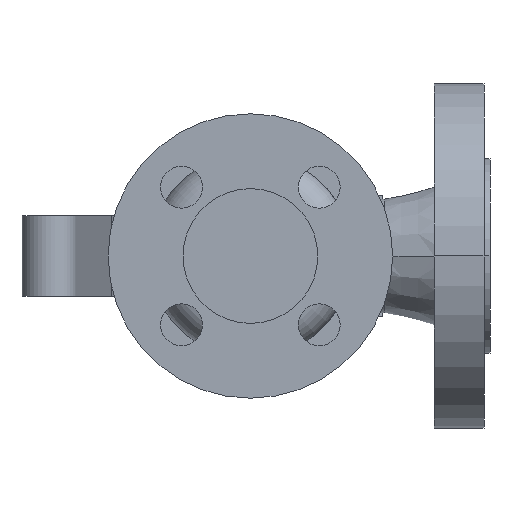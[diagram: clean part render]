
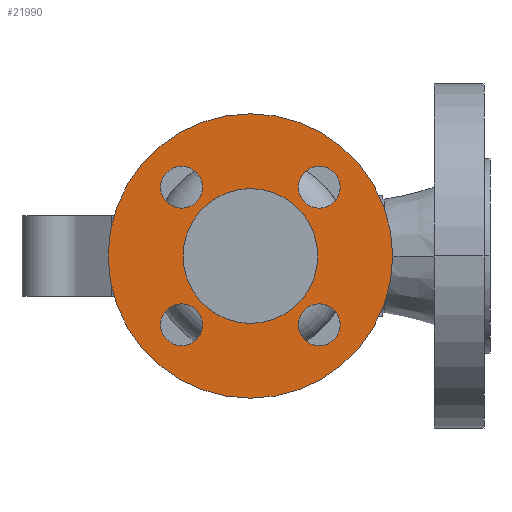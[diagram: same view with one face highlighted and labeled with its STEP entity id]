
A CAD part, front view. The second image highlights one B-rep face of the part: STEP entity #21990.
In plain terms, the highlighted planar face has unit normal (0, -1, 0).
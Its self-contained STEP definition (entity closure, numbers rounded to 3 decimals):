
#1870=CARTESIAN_POINT('',(-22.5,2.,0.));
#1880=VERTEX_POINT('',#1870);
#2040=CARTESIAN_POINT('',(22.5,2.,0.));
#2050=VERTEX_POINT('',#2040);
#2080=CARTESIAN_POINT('',(0.,2.,0.));
#2090=DIRECTION('',(0.,-1.,-0.));
#2100=DIRECTION('',(-1.,0.,0.));
#2110=AXIS2_PLACEMENT_3D('',#2080,#2090,#2100);
#2120=CIRCLE('',#2110,22.5);
#2130=EDGE_CURVE('',#1880,#2050,#2120,.T.);
#2270=CARTESIAN_POINT('',(47.5,2.,0.));
#2280=VERTEX_POINT('',#2270);
#2360=CARTESIAN_POINT('',(-47.5,2.,0.));
#2370=VERTEX_POINT('',#2360);
#2400=CARTESIAN_POINT('',(0.,2.,0.));
#2410=DIRECTION('',(0.,-1.,-0.));
#2420=DIRECTION('',(-1.,0.,0.));
#2430=AXIS2_PLACEMENT_3D('',#2400,#2410,#2420);
#2440=CIRCLE('',#2430,47.5);
#2450=EDGE_CURVE('',#2370,#2280,#2440,.T.);
#13120=CARTESIAN_POINT('',(-15.981,2.,-22.981));
#13130=VERTEX_POINT('',#13120);
#13160=CARTESIAN_POINT('',(-22.981,2.,-22.981));
#13170=DIRECTION('',(0.,1.,0.));
#13180=DIRECTION('',(-1.,0.,0.));
#13190=AXIS2_PLACEMENT_3D('',#13160,#13170,#13180);
#13200=CIRCLE('',#13190,7.);
#13210=CARTESIAN_POINT('',(-29.981,2.,-22.981));
#13220=VERTEX_POINT('',#13210);
#13230=EDGE_CURVE('',#13130,#13220,#13200,.T.);
#13440=CARTESIAN_POINT('',(-29.981,2.,22.981));
#13450=VERTEX_POINT('',#13440);
#13480=CARTESIAN_POINT('',(-22.981,2.,22.981));
#13490=DIRECTION('',(0.,1.,0.));
#13500=DIRECTION('',(-1.,0.,0.));
#13510=AXIS2_PLACEMENT_3D('',#13480,#13490,#13500);
#13520=CIRCLE('',#13510,7.);
#13530=CARTESIAN_POINT('',(-15.981,2.,22.981));
#13540=VERTEX_POINT('',#13530);
#13550=EDGE_CURVE('',#13450,#13540,#13520,.T.);
#13760=CARTESIAN_POINT('',(15.981,2.,22.981));
#13770=VERTEX_POINT('',#13760);
#13850=CARTESIAN_POINT('',(29.981,2.,22.981));
#13860=VERTEX_POINT('',#13850);
#13890=CARTESIAN_POINT('',(22.981,2.,22.981));
#13900=DIRECTION('',(0.,1.,0.));
#13910=DIRECTION('',(-1.,0.,0.));
#13920=AXIS2_PLACEMENT_3D('',#13890,#13900,#13910);
#13930=CIRCLE('',#13920,7.);
#13940=EDGE_CURVE('',#13860,#13770,#13930,.T.);
#14080=CARTESIAN_POINT('',(29.981,2.,-22.981));
#14090=VERTEX_POINT('',#14080);
#14120=CARTESIAN_POINT('',(22.981,2.,-22.981));
#14130=DIRECTION('',(0.,1.,0.));
#14140=DIRECTION('',(-1.,0.,0.));
#14150=AXIS2_PLACEMENT_3D('',#14120,#14130,#14140);
#14160=CIRCLE('',#14150,7.);
#14170=CARTESIAN_POINT('',(15.981,2.,-22.981));
#14180=VERTEX_POINT('',#14170);
#14190=EDGE_CURVE('',#14090,#14180,#14160,.T.);
#21640=CARTESIAN_POINT('',(-35.,2.,0.));
#21650=DIRECTION('',(0.,-1.,-0.));
#21660=DIRECTION('',(-1.,0.,0.));
#21670=AXIS2_PLACEMENT_3D('',#21640,#21650,#21660);
#21680=PLANE('',#21670);
#21690=ORIENTED_EDGE('',*,*,#14190,.T.);
#21700=EDGE_CURVE('',#14180,#14090,#14160,.T.);
#21710=ORIENTED_EDGE('',*,*,#21700,.T.);
#21720=EDGE_LOOP('',(#21710,#21690));
#21730=FACE_BOUND('',#21720,.T.);
#21740=EDGE_CURVE('',#13770,#13860,#13930,.T.);
#21750=ORIENTED_EDGE('',*,*,#21740,.T.);
#21760=ORIENTED_EDGE('',*,*,#13940,.T.);
#21770=EDGE_LOOP('',(#21760,#21750));
#21780=FACE_BOUND('',#21770,.T.);
#21790=ORIENTED_EDGE('',*,*,#13550,.T.);
#21800=EDGE_CURVE('',#13540,#13450,#13520,.T.);
#21810=ORIENTED_EDGE('',*,*,#21800,.T.);
#21820=EDGE_LOOP('',(#21810,#21790));
#21830=FACE_BOUND('',#21820,.T.);
#21840=EDGE_CURVE('',#13220,#13130,#13200,.T.);
#21850=ORIENTED_EDGE('',*,*,#21840,.T.);
#21860=ORIENTED_EDGE('',*,*,#13230,.T.);
#21870=EDGE_LOOP('',(#21860,#21850));
#21880=FACE_BOUND('',#21870,.T.);
#21890=EDGE_CURVE('',#2050,#1880,#2120,.T.);
#21900=ORIENTED_EDGE('',*,*,#21890,.F.);
#21910=ORIENTED_EDGE('',*,*,#2130,.F.);
#21920=EDGE_LOOP('',(#21910,#21900));
#21930=FACE_BOUND('',#21920,.T.);
#21940=EDGE_CURVE('',#2280,#2370,#2440,.T.);
#21950=ORIENTED_EDGE('',*,*,#21940,.T.);
#21960=ORIENTED_EDGE('',*,*,#2450,.T.);
#21970=EDGE_LOOP('',(#21960,#21950));
#21980=FACE_OUTER_BOUND('',#21970,.T.);
#21990=ADVANCED_FACE('',(#21730,#21780,#21830,#21880,#21930,#21980),
#21680,.T.);
